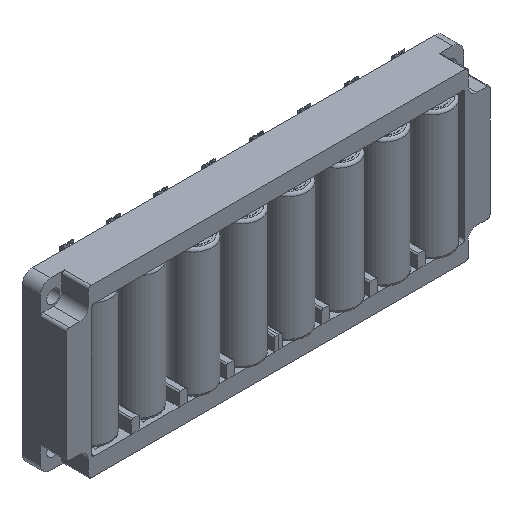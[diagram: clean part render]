
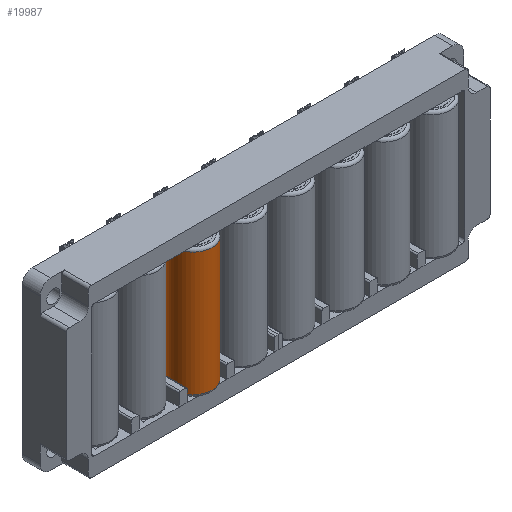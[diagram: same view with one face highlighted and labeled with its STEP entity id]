
A CAD part, isometric view. The second image highlights one B-rep face of the part: STEP entity #19987.
In plain terms, the highlighted cylindrical face has radius 7.18 mm (diameter 14.36 mm), a full revolution.
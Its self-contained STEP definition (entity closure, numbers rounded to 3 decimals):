
#19857 = TOROIDAL_SURFACE('',#19858,6.18,1.);
#19858 = AXIS2_PLACEMENT_3D('',#19859,#19860,#19861);
#19859 = CARTESIAN_POINT('',(0.,0.,23.325));
#19860 = DIRECTION('',(0.,0.,1.));
#19861 = DIRECTION('',(1.,0.,0.));
#19932 = VERTEX_POINT('',#19933);
#19933 = CARTESIAN_POINT('',(7.18,0.,23.325));
#19955 = EDGE_CURVE('',#19932,#19932,#19956,.T.);
#19956 = SURFACE_CURVE('',#19957,(#19962,#19969),.PCURVE_S1.);
#19957 = CIRCLE('',#19958,7.18);
#19958 = AXIS2_PLACEMENT_3D('',#19959,#19960,#19961);
#19959 = CARTESIAN_POINT('',(0.,0.,23.325));
#19960 = DIRECTION('',(0.,0.,1.));
#19961 = DIRECTION('',(1.,0.,0.));
#19962 = PCURVE('',#19857,#19963);
#19963 = DEFINITIONAL_REPRESENTATION('',(#19964),#19968);
#19964 = LINE('',#19965,#19966);
#19965 = CARTESIAN_POINT('',(0.,0.));
#19966 = VECTOR('',#19967,1.);
#19967 = DIRECTION('',(1.,0.));
#19968 = ( GEOMETRIC_REPRESENTATION_CONTEXT(2) 
PARAMETRIC_REPRESENTATION_CONTEXT() REPRESENTATION_CONTEXT('2D SPACE',''
  ) );
#19969 = PCURVE('',#19970,#19975);
#19970 = CYLINDRICAL_SURFACE('',#19971,7.18);
#19971 = AXIS2_PLACEMENT_3D('',#19972,#19973,#19974);
#19972 = CARTESIAN_POINT('',(0.,0.,-24.325));
#19973 = DIRECTION('',(-0.,-0.,-1.));
#19974 = DIRECTION('',(1.,0.,0.));
#19975 = DEFINITIONAL_REPRESENTATION('',(#19976),#19980);
#19976 = LINE('',#19977,#19978);
#19977 = CARTESIAN_POINT('',(-0.,-47.65));
#19978 = VECTOR('',#19979,1.);
#19979 = DIRECTION('',(-1.,0.));
#19980 = ( GEOMETRIC_REPRESENTATION_CONTEXT(2) 
PARAMETRIC_REPRESENTATION_CONTEXT() REPRESENTATION_CONTEXT('2D SPACE',''
  ) );
#19987 = ADVANCED_FACE('',(#19988),#19970,.T.);
#19988 = FACE_BOUND('',#19989,.F.);
#19989 = EDGE_LOOP('',(#19990,#20013,#20014,#20015));
#19990 = ORIENTED_EDGE('',*,*,#19991,.T.);
#19991 = EDGE_CURVE('',#19992,#19932,#19994,.T.);
#19992 = VERTEX_POINT('',#19993);
#19993 = CARTESIAN_POINT('',(7.18,0.,-23.325));
#19994 = SEAM_CURVE('',#19995,(#19999,#20006),.PCURVE_S1.);
#19995 = LINE('',#19996,#19997);
#19996 = CARTESIAN_POINT('',(7.18,0.,-24.325));
#19997 = VECTOR('',#19998,1.);
#19998 = DIRECTION('',(0.,0.,1.));
#19999 = PCURVE('',#19970,#20000);
#20000 = DEFINITIONAL_REPRESENTATION('',(#20001),#20005);
#20001 = LINE('',#20002,#20003);
#20002 = CARTESIAN_POINT('',(-0.,0.));
#20003 = VECTOR('',#20004,1.);
#20004 = DIRECTION('',(-0.,-1.));
#20005 = ( GEOMETRIC_REPRESENTATION_CONTEXT(2) 
PARAMETRIC_REPRESENTATION_CONTEXT() REPRESENTATION_CONTEXT('2D SPACE',''
  ) );
#20006 = PCURVE('',#19970,#20007);
#20007 = DEFINITIONAL_REPRESENTATION('',(#20008),#20012);
#20008 = LINE('',#20009,#20010);
#20009 = CARTESIAN_POINT('',(-6.283,0.));
#20010 = VECTOR('',#20011,1.);
#20011 = DIRECTION('',(-0.,-1.));
#20012 = ( GEOMETRIC_REPRESENTATION_CONTEXT(2) 
PARAMETRIC_REPRESENTATION_CONTEXT() REPRESENTATION_CONTEXT('2D SPACE',''
  ) );
#20013 = ORIENTED_EDGE('',*,*,#19955,.T.);
#20014 = ORIENTED_EDGE('',*,*,#19991,.F.);
#20015 = ORIENTED_EDGE('',*,*,#20016,.F.);
#20016 = EDGE_CURVE('',#19992,#19992,#20017,.T.);
#20017 = SURFACE_CURVE('',#20018,(#20023,#20030),.PCURVE_S1.);
#20018 = CIRCLE('',#20019,7.18);
#20019 = AXIS2_PLACEMENT_3D('',#20020,#20021,#20022);
#20020 = CARTESIAN_POINT('',(0.,0.,-23.325));
#20021 = DIRECTION('',(0.,0.,1.));
#20022 = DIRECTION('',(1.,0.,0.));
#20023 = PCURVE('',#19970,#20024);
#20024 = DEFINITIONAL_REPRESENTATION('',(#20025),#20029);
#20025 = LINE('',#20026,#20027);
#20026 = CARTESIAN_POINT('',(-0.,-1.));
#20027 = VECTOR('',#20028,1.);
#20028 = DIRECTION('',(-1.,0.));
#20029 = ( GEOMETRIC_REPRESENTATION_CONTEXT(2) 
PARAMETRIC_REPRESENTATION_CONTEXT() REPRESENTATION_CONTEXT('2D SPACE',''
  ) );
#20030 = PCURVE('',#20031,#20036);
#20031 = TOROIDAL_SURFACE('',#20032,6.18,1.);
#20032 = AXIS2_PLACEMENT_3D('',#20033,#20034,#20035);
#20033 = CARTESIAN_POINT('',(0.,0.,-23.325));
#20034 = DIRECTION('',(-0.,-0.,-1.));
#20035 = DIRECTION('',(1.,0.,0.));
#20036 = DEFINITIONAL_REPRESENTATION('',(#20037),#20041);
#20037 = LINE('',#20038,#20039);
#20038 = CARTESIAN_POINT('',(-0.,0.));
#20039 = VECTOR('',#20040,1.);
#20040 = DIRECTION('',(-1.,0.));
#20041 = ( GEOMETRIC_REPRESENTATION_CONTEXT(2) 
PARAMETRIC_REPRESENTATION_CONTEXT() REPRESENTATION_CONTEXT('2D SPACE',''
  ) );
